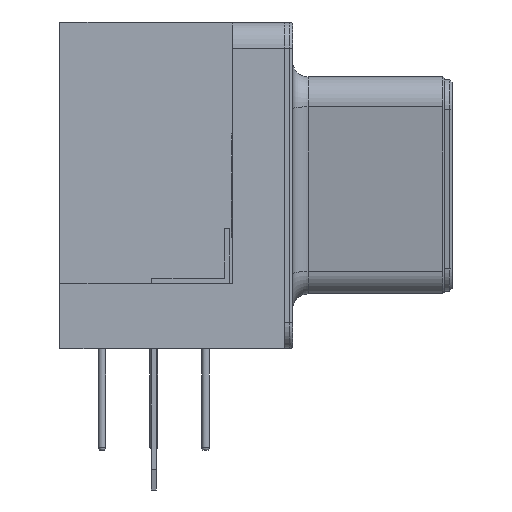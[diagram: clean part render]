
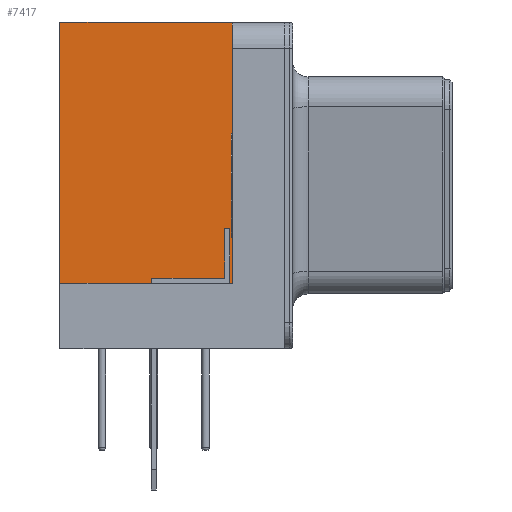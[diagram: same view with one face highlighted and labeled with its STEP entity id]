
A CAD part, left-side view. The second image highlights one B-rep face of the part: STEP entity #7417.
In plain terms, the highlighted planar face has unit normal (-1, 0, 0).
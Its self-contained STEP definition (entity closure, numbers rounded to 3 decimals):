
#5619 = VERTEX_POINT('',#5620);
#5620 = CARTESIAN_POINT('',(-52.748,1.61,12.5));
#5626 = EDGE_CURVE('',#5627,#5619,#5629,.T.);
#5627 = VERTEX_POINT('',#5628);
#5628 = CARTESIAN_POINT('',(-52.748,-4.99,12.5));
#5629 = LINE('',#5630,#5631);
#5630 = CARTESIAN_POINT('',(-52.748,-5.99,12.5));
#5631 = VECTOR('',#5632,1.);
#5632 = DIRECTION('',(0.,1.,0.));
#7340 = EDGE_CURVE('',#7341,#5619,#7343,.T.);
#7341 = VERTEX_POINT('',#7342);
#7342 = CARTESIAN_POINT('',(-52.748,1.61,2.5));
#7343 = LINE('',#7344,#7345);
#7344 = CARTESIAN_POINT('',(-52.748,1.61,4.375));
#7345 = VECTOR('',#7346,1.);
#7346 = DIRECTION('',(0.,0.,1.));
#7391 = VERTEX_POINT('',#7392);
#7392 = CARTESIAN_POINT('',(-52.748,-4.99,2.5));
#7398 = EDGE_CURVE('',#7391,#5627,#7399,.T.);
#7399 = LINE('',#7400,#7401);
#7400 = CARTESIAN_POINT('',(-52.748,-4.99,2.5));
#7401 = VECTOR('',#7402,1.);
#7402 = DIRECTION('',(0.,0.,1.));
#7417 = ADVANCED_FACE('',(#7418),#7429,.F.);
#7418 = FACE_BOUND('',#7419,.F.);
#7419 = EDGE_LOOP('',(#7420,#7421,#7427,#7428));
#7420 = ORIENTED_EDGE('',*,*,#7398,.F.);
#7421 = ORIENTED_EDGE('',*,*,#7422,.T.);
#7422 = EDGE_CURVE('',#7391,#7341,#7423,.T.);
#7423 = LINE('',#7424,#7425);
#7424 = CARTESIAN_POINT('',(-52.748,-4.99,2.5));
#7425 = VECTOR('',#7426,1.);
#7426 = DIRECTION('',(0.,1.,0.));
#7427 = ORIENTED_EDGE('',*,*,#7340,.T.);
#7428 = ORIENTED_EDGE('',*,*,#5626,.F.);
#7429 = PLANE('',#7430);
#7430 = AXIS2_PLACEMENT_3D('',#7431,#7432,#7433);
#7431 = CARTESIAN_POINT('',(-52.748,-4.99,2.5));
#7432 = DIRECTION('',(1.,0.,0.));
#7433 = DIRECTION('',(0.,0.,1.));
